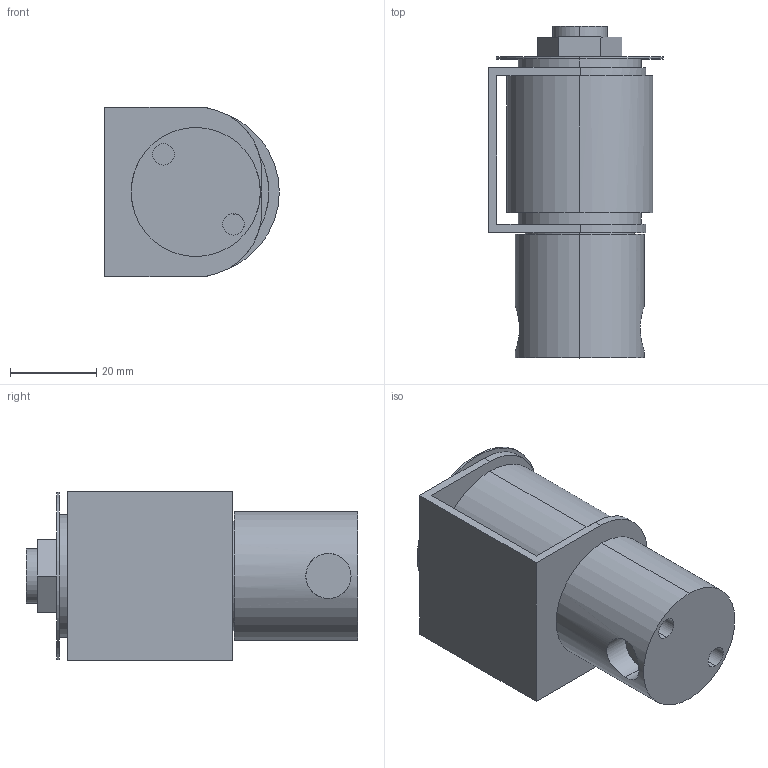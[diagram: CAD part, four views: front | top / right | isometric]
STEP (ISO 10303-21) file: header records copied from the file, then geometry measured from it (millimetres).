
FILE_DESCRIPTION (( 'STEP AP214' ), '1' );
FILE_NAME ('YS301P-2A.STEP', '2025-09-03T06:52:26', ( '' ), ( '' ), 'SwSTEP 2.0', 'SolidWorks 2024', '' );
FILE_SCHEMA (( 'AUTOMOTIVE_DESIGN' ));
Length unit declared in the file: millimetre
Products named in the file (3): AS301P; YS301P-2A; ZS301-2_2A
Assembly tree (2 placements, depth 2):
  YS301P-2A
    ZS301-2_2A
    AS301P
Bounding box: 40.57 x 77.13 x 39.47 mm (x, y, z)
Volume: 60914 mm3; surface area: 18552 mm2
Topology: 2 solids, 2 shells, 58 faces, 136 edges, 90 vertices
Faces by surface type: plane 30, cylinder 28
Entity records: 1933 total; most frequent: CARTESIAN_POINT 454, DIRECTION 315, ORIENTED_EDGE 272, EDGE_CURVE 136, AXIS2_PLACEMENT_3D 121, VERTEX_POINT 90, LINE 73, VECTOR 73
